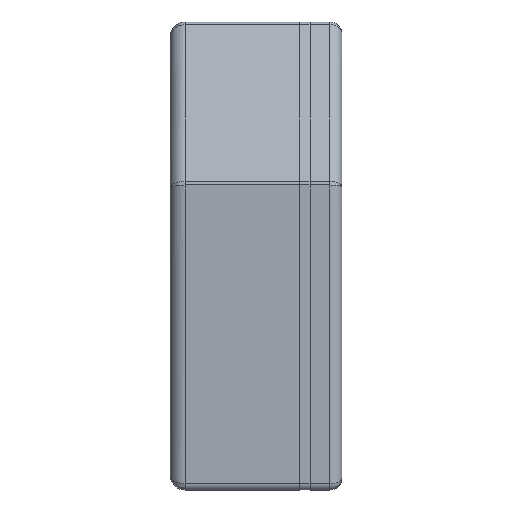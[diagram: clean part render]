
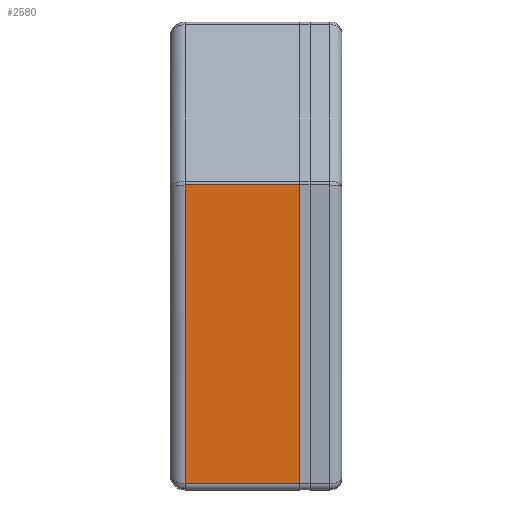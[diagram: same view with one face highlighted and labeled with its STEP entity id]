
A CAD part, left-side view. The second image highlights one B-rep face of the part: STEP entity #2580.
In plain terms, the highlighted planar face has unit normal (-1, 0, 0).
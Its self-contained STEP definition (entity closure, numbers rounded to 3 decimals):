
#107=PLANE('',#2829);
#168=LINE('',#3990,#398);
#240=LINE('',#4215,#470);
#242=LINE('',#4221,#472);
#243=LINE('',#4223,#473);
#398=VECTOR('',#3055,10.);
#470=VECTOR('',#3293,10.);
#472=VECTOR('',#3301,10.);
#473=VECTOR('',#3304,10.);
#744=FACE_OUTER_BOUND('',#919,.T.);
#919=EDGE_LOOP('',(#2041,#2042,#2043,#2044));
#1194=VERTEX_POINT('',#3926);
#1196=VERTEX_POINT('',#3951);
#1270=VERTEX_POINT('',#4212);
#1271=VERTEX_POINT('',#4214);
#1438=EDGE_CURVE('',#1194,#1196,#168,.T.);
#1549=EDGE_CURVE('',#1270,#1271,#240,.T.);
#1553=EDGE_CURVE('',#1271,#1194,#242,.T.);
#1554=EDGE_CURVE('',#1196,#1270,#243,.T.);
#2041=ORIENTED_EDGE('',*,*,#1438,.F.);
#2042=ORIENTED_EDGE('',*,*,#1553,.F.);
#2043=ORIENTED_EDGE('',*,*,#1549,.F.);
#2044=ORIENTED_EDGE('',*,*,#1554,.F.);
#2580=ADVANCED_FACE('',(#744),#107,.T.);
#2829=AXIS2_PLACEMENT_3D('',#4222,#3302,#3303);
#3055=DIRECTION('',(0.,0.,1.));
#3293=DIRECTION('',(0.,0.,-1.));
#3301=DIRECTION('',(0.,1.,0.));
#3302=DIRECTION('center_axis',(-1.,0.,0.));
#3303=DIRECTION('ref_axis',(0.,0.,-1.));
#3304=DIRECTION('',(0.,-1.,0.));
#3926=CARTESIAN_POINT('',(-25.891,-2.4,-35.745));
#3951=CARTESIAN_POINT('',(-25.891,-2.4,11.15));
#3990=CARTESIAN_POINT('',(-25.891,-2.4,5.738));
#4212=CARTESIAN_POINT('',(-25.891,-20.38,11.15));
#4214=CARTESIAN_POINT('',(-25.891,-20.38,-35.745));
#4215=CARTESIAN_POINT('',(-25.891,-20.38,11.475));
#4221=CARTESIAN_POINT('',(-25.891,0.,-35.745));
#4222=CARTESIAN_POINT('Origin',(-25.891,0.,11.475));
#4223=CARTESIAN_POINT('',(-25.891,0.,11.15));
